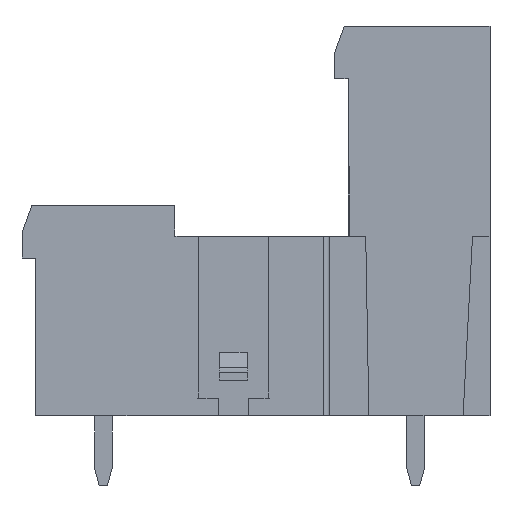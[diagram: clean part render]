
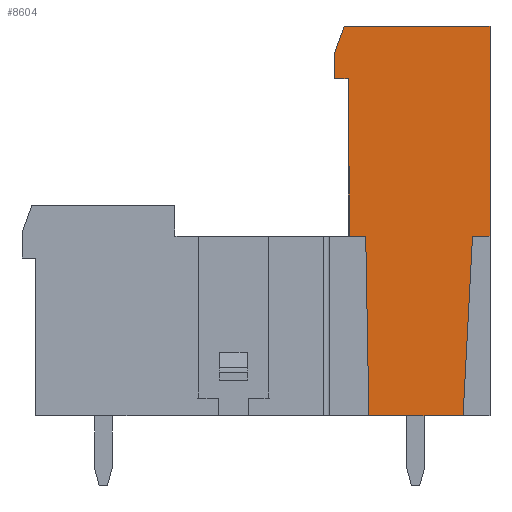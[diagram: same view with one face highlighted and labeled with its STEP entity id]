
A CAD part, left-side view. The second image highlights one B-rep face of the part: STEP entity #8604.
In plain terms, the highlighted planar face has unit normal (-1, 0, 0).
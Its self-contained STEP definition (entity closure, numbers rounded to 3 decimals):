
#161 = VERTEX_POINT ( 'NONE', #3028 ) ;
#238 = CARTESIAN_POINT ( 'NONE',  ( -3.285, -12.492, 23.939 ) ) ;
#351 = EDGE_CURVE ( 'NONE', #11197, #1688, #7533, .T. ) ;
#398 = CARTESIAN_POINT ( 'NONE',  ( -3.285, -13.561, 10.244 ) ) ;
#449 = EDGE_CURVE ( 'NONE', #161, #6127, #13186, .T. ) ;
#630 = EDGE_CURVE ( 'NONE', #792, #11197, #2281, .T. ) ;
#631 = EDGE_LOOP ( 'NONE', ( #16046, #4753, #8119, #10811, #9164, #11277, #7548, #894, #11123, #4182, #1391 ) ) ;
#792 = VERTEX_POINT ( 'NONE', #13450 ) ;
#847 = DIRECTION ( 'NONE',  ( 0., 1., 0. ) ) ;
#894 = ORIENTED_EDGE ( 'NONE', *, *, #17107, .F. ) ;
#916 = CARTESIAN_POINT ( 'NONE',  ( -3.285, -13.483, 19.208 ) ) ;
#1066 = CARTESIAN_POINT ( 'NONE',  ( -3.285, -21.55, 22.196 ) ) ;
#1391 = ORIENTED_EDGE ( 'NONE', *, *, #8423, .F. ) ;
#1625 = LINE ( 'NONE', #10591, #2677 ) ;
#1688 = VERTEX_POINT ( 'NONE', #8399 ) ;
#1837 = LINE ( 'NONE', #15297, #16187 ) ;
#1929 = VERTEX_POINT ( 'NONE', #398 ) ;
#1967 = VECTOR ( 'NONE', #8283, 1000. ) ;
#2075 = EDGE_CURVE ( 'NONE', #161, #12928, #6799, .T. ) ;
#2281 = LINE ( 'NONE', #12656, #9272 ) ;
#2427 = VECTOR ( 'NONE', #8148, 1000. ) ;
#2591 = CARTESIAN_POINT ( 'NONE',  ( -3.285, -12.691, 19.208 ) ) ;
#2677 = VECTOR ( 'NONE', #847, 1000. ) ;
#2883 = CARTESIAN_POINT ( 'NONE',  ( -3.285, -12.492, 22.196 ) ) ;
#3000 = VERTEX_POINT ( 'NONE', #916 ) ;
#3028 = CARTESIAN_POINT ( 'NONE',  ( -3.285, -20.019, 0.035 ) ) ;
#4106 = CARTESIAN_POINT ( 'NONE',  ( -3.285, -14.479, 10.244 ) ) ;
#4129 = EDGE_CURVE ( 'NONE', #8099, #12928, #1625, .T. ) ;
#4182 = ORIENTED_EDGE ( 'NONE', *, *, #630, .F. ) ;
#4320 = CARTESIAN_POINT ( 'NONE',  ( -3.285, -20.554, 10.244 ) ) ;
#4455 = DIRECTION ( 'NONE',  ( -1., 0., 0. ) ) ;
#4588 = CARTESIAN_POINT ( 'NONE',  ( -3.285, -13.483, 19.208 ) ) ;
#4753 = ORIENTED_EDGE ( 'NONE', *, *, #17051, .F. ) ;
#4846 = DIRECTION ( 'NONE',  ( 0., -0.052, 0.999 ) ) ;
#5669 = LINE ( 'NONE', #8452, #15856 ) ;
#6113 = EDGE_CURVE ( 'NONE', #6819, #8099, #5669, .T. ) ;
#6127 = VERTEX_POINT ( 'NONE', #11948 ) ;
#6157 = CARTESIAN_POINT ( 'NONE',  ( -3.285, -13.254, 22.196 ) ) ;
#6324 = CARTESIAN_POINT ( 'NONE',  ( -3.285, -20.554, 0.035 ) ) ;
#6368 = FACE_OUTER_BOUND ( 'NONE', #631, .T. ) ;
#6604 = VERTEX_POINT ( 'NONE', #4106 ) ;
#6799 = LINE ( 'NONE', #15945, #13755 ) ;
#6819 = VERTEX_POINT ( 'NONE', #1066 ) ;
#7117 = DIRECTION ( 'NONE',  ( 0., 0., 1. ) ) ;
#7533 = LINE ( 'NONE', #6157, #14486 ) ;
#7548 = ORIENTED_EDGE ( 'NONE', *, *, #6113, .F. ) ;
#7709 = DIRECTION ( 'NONE',  ( 0., 1., 0. ) ) ;
#7933 = VECTOR ( 'NONE', #12557, 1000. ) ;
#8099 = VERTEX_POINT ( 'NONE', #10123 ) ;
#8119 = ORIENTED_EDGE ( 'NONE', *, *, #12229, .F. ) ;
#8148 = DIRECTION ( 'NONE',  ( 0., 1., 0. ) ) ;
#8283 = DIRECTION ( 'NONE',  ( 0., 0.017, 1. ) ) ;
#8399 = CARTESIAN_POINT ( 'NONE',  ( -3.285, -13.254, 22.196 ) ) ;
#8423 = EDGE_CURVE ( 'NONE', #3000, #792, #16788, .T. ) ;
#8452 = CARTESIAN_POINT ( 'NONE',  ( -3.285, -21.55, 23.939 ) ) ;
#8604 = ADVANCED_FACE ( 'NONE', ( #6368 ), #14093, .T. ) ;
#8975 = AXIS2_PLACEMENT_3D ( 'NONE', #238, #4455, #14152 ) ;
#9155 = VECTOR ( 'NONE', #12906, 1000. ) ;
#9164 = ORIENTED_EDGE ( 'NONE', *, *, #2075, .T. ) ;
#9272 = VECTOR ( 'NONE', #7117, 1000. ) ;
#9713 = DIRECTION ( 'NONE',  ( 0., 1., 0. ) ) ;
#9828 = LINE ( 'NONE', #15221, #1967 ) ;
#9859 = DIRECTION ( 'NONE',  ( 0., 0., -1. ) ) ;
#10123 = CARTESIAN_POINT ( 'NONE',  ( -3.285, -21.55, 10.244 ) ) ;
#10591 = CARTESIAN_POINT ( 'NONE',  ( -3.285, 4.291, 10.244 ) ) ;
#10811 = ORIENTED_EDGE ( 'NONE', *, *, #449, .F. ) ;
#11123 = ORIENTED_EDGE ( 'NONE', *, *, #351, .F. ) ;
#11197 = VERTEX_POINT ( 'NONE', #12738 ) ;
#11277 = ORIENTED_EDGE ( 'NONE', *, *, #4129, .F. ) ;
#11948 = CARTESIAN_POINT ( 'NONE',  ( -3.285, -14.657, 0.035 ) ) ;
#12229 = EDGE_CURVE ( 'NONE', #6127, #6604, #9828, .T. ) ;
#12440 = EDGE_CURVE ( 'NONE', #3000, #1929, #12854, .T. ) ;
#12557 = DIRECTION ( 'NONE',  ( 0., -1., 0. ) ) ;
#12656 = CARTESIAN_POINT ( 'NONE',  ( -3.285, -12.691, 20.65 ) ) ;
#12738 = CARTESIAN_POINT ( 'NONE',  ( -3.285, -12.691, 20.65 ) ) ;
#12854 = LINE ( 'NONE', #4588, #9155 ) ;
#12906 = DIRECTION ( 'NONE',  ( 0., -0.009, -1. ) ) ;
#12928 = VERTEX_POINT ( 'NONE', #4320 ) ;
#13061 = DIRECTION ( 'NONE',  ( 0., -0.342, 0.94 ) ) ;
#13186 = LINE ( 'NONE', #6324, #16433 ) ;
#13450 = CARTESIAN_POINT ( 'NONE',  ( -3.285, -12.691, 19.208 ) ) ;
#13755 = VECTOR ( 'NONE', #4846, 1000. ) ;
#14093 = PLANE ( 'NONE',  #8975 ) ;
#14152 = DIRECTION ( 'NONE',  ( 0., -1., 0. ) ) ;
#14486 = VECTOR ( 'NONE', #13061, 1000. ) ;
#15221 = CARTESIAN_POINT ( 'NONE',  ( -3.285, -14.479, 10.244 ) ) ;
#15297 = CARTESIAN_POINT ( 'NONE',  ( -3.285, 4.291, 10.244 ) ) ;
#15338 = LINE ( 'NONE', #2883, #7933 ) ;
#15856 = VECTOR ( 'NONE', #9859, 1000. ) ;
#15945 = CARTESIAN_POINT ( 'NONE',  ( -3.285, -21.248, 23.48 ) ) ;
#16046 = ORIENTED_EDGE ( 'NONE', *, *, #12440, .T. ) ;
#16187 = VECTOR ( 'NONE', #9713, 1000. ) ;
#16433 = VECTOR ( 'NONE', #7709, 1000. ) ;
#16788 = LINE ( 'NONE', #2591, #2427 ) ;
#17051 = EDGE_CURVE ( 'NONE', #6604, #1929, #1837, .T. ) ;
#17107 = EDGE_CURVE ( 'NONE', #1688, #6819, #15338, .T. ) ;
